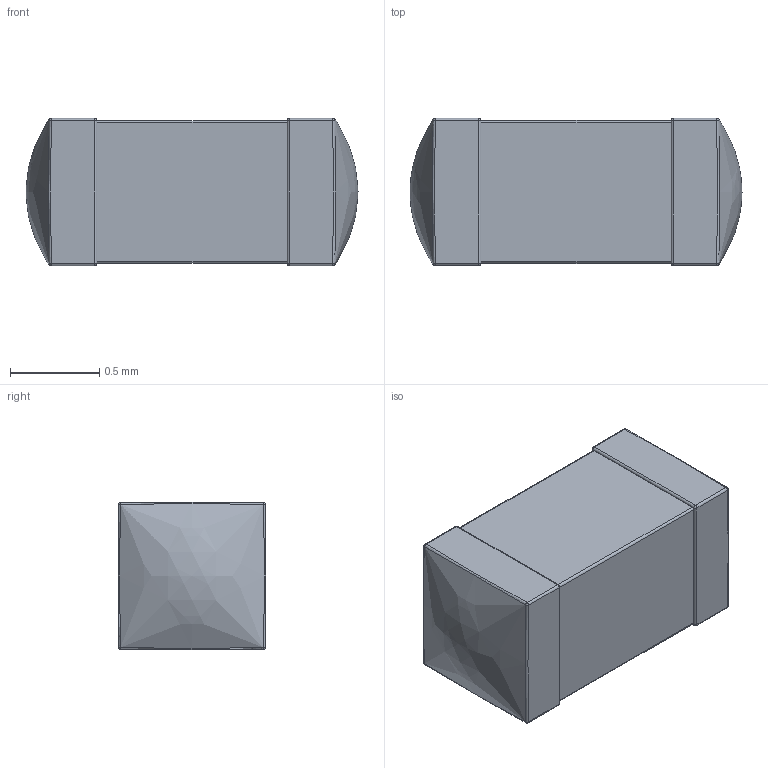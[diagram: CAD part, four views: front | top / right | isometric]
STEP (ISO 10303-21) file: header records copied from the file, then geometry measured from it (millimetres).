
FILE_DESCRIPTION(('STEP AP242'),'1');
FILE_NAME('CAP_0603.step','2021-05-26T22:15:07',(' '),(' '),'Spatial InterOp 3D',' ',' ');
FILE_SCHEMA(('AP242_MANAGED_MODEL_BASED_3D_ENGINEERING_MIM_LF {1 0 10303 442 1 1 4}'));
Length unit declared in the file: metre
Products named in the file (4): CAP_0603; Component1; Component2; Component3
Assembly tree (3 placements, depth 2):
  CAP_0603
    Component1
    Component2
    Component3
Bounding box: 1.86 x 0.82 x 0.82 mm (x, y, z)
Volume: 1.1 mm3; surface area: 9.2 mm2
Topology: 3 solids, 3 shells, 62 faces, 136 edges, 64 vertices
Faces by surface type: cylinder 20, plane 16, sphere 16, bspline 10
Entity records: 2431 total; most frequent: CARTESIAN_POINT 608, DIRECTION 272, ORIENTED_EDGE 240, EDGE_CURVE 120, AXIS2_PLACEMENT_3D 112, STYLED_ITEM 65, PRESENTATION_STYLE_ASSIGNMENT 65, SURFACE_STYLE_USAGE 65
